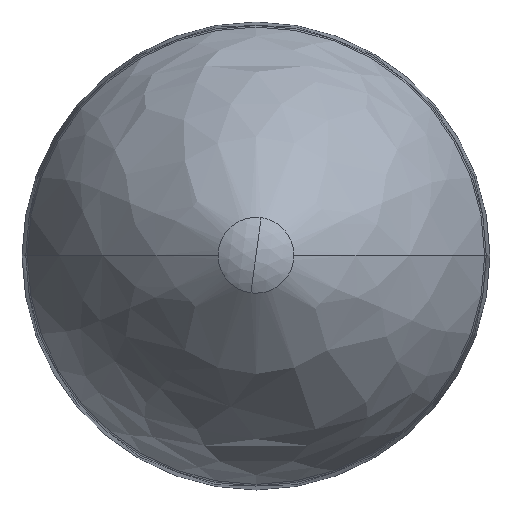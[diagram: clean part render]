
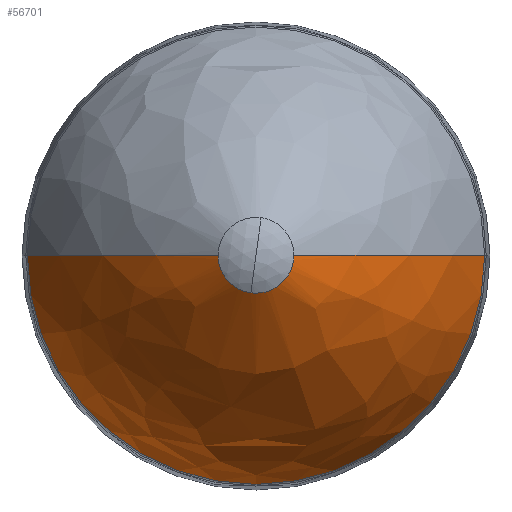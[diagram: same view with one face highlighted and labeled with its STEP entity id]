
A CAD part, top view. The second image highlights one B-rep face of the part: STEP entity #56701.
In plain terms, the highlighted free-form (B-spline) face has degree [3, 3] with [4, 4] control points.
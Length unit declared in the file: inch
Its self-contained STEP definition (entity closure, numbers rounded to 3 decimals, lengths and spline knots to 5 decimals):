
#148 = CARTESIAN_POINT ( 'NONE',  ( 0.8625, 0., 2.28753 ) ) ;
#487 = DIRECTION ( 'NONE',  ( 1., 0., 0. ) ) ;
#4173 = CARTESIAN_POINT ( 'NONE',  ( 0.13079, -0.27681, 2.6943 ) ) ;
#6612 = EDGE_LOOP ( 'NONE', ( #85539, #90798, #78463, #91129, #57276 ) ) ;
#6907 = CARTESIAN_POINT ( 'NONE',  ( -0.8625, -1.725, 2.28753 ) ) ;
#8009 = CARTESIAN_POINT ( 'NONE',  ( 0.2566, 0., 2.6943 ) ) ;
#8467 = CARTESIAN_POINT ( 'NONE',  ( -0.2566, -0.13463, 2.6943 ) ) ;
#8576 = VERTEX_POINT ( 'NONE', #38169 ) ;
#8914 = DIRECTION ( 'NONE',  ( 0., 1., 0. ) ) ;
#11161 = DIRECTION ( 'NONE',  ( -1., 0., 0. ) ) ;
#13022 = CARTESIAN_POINT ( 'NONE',  ( -0.2566, 0., 2.6943 ) ) ;
#14775 = CARTESIAN_POINT ( 'NONE',  ( -1.54822, -3.09643, 1.02055 ) ) ;
#18038 = CARTESIAN_POINT ( 'NONE',  ( -0.16807, -0.23605, 2.6943 ) ) ;
#19544 = CARTESIAN_POINT ( 'NONE',  ( -1.54822, 0., 1.02055 ) ) ;
#19650 = CIRCLE ( 'NONE', #100331, 3.33704 ) ;
#22136 = CARTESIAN_POINT ( 'NONE',  ( 0.2566, -0.167, 2.6943 ) ) ;
#22785 = EDGE_CURVE ( 'NONE', #8576, #72985, #32794, .T. ) ;
#24882 = CARTESIAN_POINT ( 'NONE',  ( 1.54822, 0., 1.02055 ) ) ;
#26063 = CARTESIAN_POINT ( 'NONE',  ( -0.03467, -0.25424, 2.6943 ) ) ;
#26393 = CARTESIAN_POINT ( 'NONE',  ( 1.60341, 0., -0.0763 ) ) ;
#27564 = CARTESIAN_POINT ( 'NONE',  ( -0.03467, -0.25424, 2.6943 ) ) ;
#29636 = EDGE_CURVE ( 'NONE', #51430, #36526, #80274, .T. ) ;
#32774 = CARTESIAN_POINT ( 'NONE',  ( -0.8625, 0., 2.28753 ) ) ;
#32794 =( BOUNDED_CURVE ( )  B_SPLINE_CURVE ( 3, ( #81151, #22136, #4173, #98581 ),
 .UNSPECIFIED., .F., .F. ) 
 B_SPLINE_CURVE_WITH_KNOTS ( ( 4, 4 ),
 ( 0., 1. ),
 .UNSPECIFIED. ) 
 CURVE ( )  GEOMETRIC_REPRESENTATION_ITEM ( )  RATIONAL_B_SPLINE_CURVE ( ( 1., 0.772, 0.772, 1. ) ) 
 REPRESENTATION_ITEM ( '' )  );
#33330 = CARTESIAN_POINT ( 'NONE',  ( 1.30835, 0., 1.70978 ) ) ;
#36526 = VERTEX_POINT ( 'NONE', #19544 ) ;
#38169 = CARTESIAN_POINT ( 'NONE',  ( 0.2566, 0., 2.6943 ) ) ;
#40887 = CARTESIAN_POINT ( 'NONE',  ( 1.54822, 0., 1.02055 ) ) ;
#41218 = CARTESIAN_POINT ( 'NONE',  ( -1.30835, -2.61669, 1.70978 ) ) ;
#50749 = FACE_OUTER_BOUND ( 'NONE', #6612, .T. ) ;
#51430 = VERTEX_POINT ( 'NONE', #13022 ) ;
#52169 = EDGE_CURVE ( 'NONE', #36526, #57628, #66708, .T. ) ;
#56435 =( BOUNDED_CURVE ( )  B_SPLINE_CURVE ( 3, ( #27564, #18038, #8467, #104557 ),
 .UNSPECIFIED., .F., .F. ) 
 B_SPLINE_CURVE_WITH_KNOTS ( ( 4, 4 ),
 ( 0., 1. ),
 .UNSPECIFIED. ) 
 CURVE ( )  GEOMETRIC_REPRESENTATION_ITEM ( )  RATIONAL_B_SPLINE_CURVE ( ( 1., 0.836, 0.836, 1. ) ) 
 REPRESENTATION_ITEM ( '' )  );
#56701 = ADVANCED_FACE ( 'NONE', ( #50749 ), #105998, .T. ) ;
#57276 = ORIENTED_EDGE ( 'NONE', *, *, #22785, .T. ) ;
#57628 = VERTEX_POINT ( 'NONE', #40887 ) ;
#58795 = AXIS2_PLACEMENT_3D ( 'NONE', #26393, #96041, #11161 ) ;
#66708 = CIRCLE ( 'NONE', #84655, 1.54822 ) ;
#67607 = CARTESIAN_POINT ( 'NONE',  ( 1.54822, -3.09643, 1.02055 ) ) ;
#68617 = EDGE_CURVE ( 'NONE', #72985, #51430, #56435, .T. ) ;
#72985 = VERTEX_POINT ( 'NONE', #26063 ) ;
#75468 = CARTESIAN_POINT ( 'NONE',  ( 1.30835, -2.61669, 1.70978 ) ) ;
#76573 = CARTESIAN_POINT ( 'NONE',  ( 0.8625, -1.725, 2.28753 ) ) ;
#77140 = CARTESIAN_POINT ( 'NONE',  ( -0.2566, 0., 2.6943 ) ) ;
#77627 = DIRECTION ( 'NONE',  ( 1., 0., 0. ) ) ;
#78463 = ORIENTED_EDGE ( 'NONE', *, *, #52169, .T. ) ;
#80274 = CIRCLE ( 'NONE', #58795, 3.33704 ) ;
#81151 = CARTESIAN_POINT ( 'NONE',  ( 0.2566, 0., 2.6943 ) ) ;
#83902 = CARTESIAN_POINT ( 'NONE',  ( 0.2566, -0.5132, 2.6943 ) ) ;
#84451 = CARTESIAN_POINT ( 'NONE',  ( -1.30835, 0., 1.70978 ) ) ;
#84655 = AXIS2_PLACEMENT_3D ( 'NONE', #104051, #105148, #77627 ) ;
#85007 = CARTESIAN_POINT ( 'NONE',  ( -0.2566, -0.5132, 2.6943 ) ) ;
#85099 = EDGE_CURVE ( 'NONE', #8576, #57628, #19650, .T. ) ;
#85539 = ORIENTED_EDGE ( 'NONE', *, *, #68617, .T. ) ;
#90798 = ORIENTED_EDGE ( 'NONE', *, *, #29636, .T. ) ;
#91129 = ORIENTED_EDGE ( 'NONE', *, *, #85099, .F. ) ;
#96041 = DIRECTION ( 'NONE',  ( 0., -1., 0. ) ) ;
#98581 = CARTESIAN_POINT ( 'NONE',  ( -0.03467, -0.25424, 2.6943 ) ) ;
#100331 = AXIS2_PLACEMENT_3D ( 'NONE', #111223, #8914, #487 ) ;
#104051 = CARTESIAN_POINT ( 'NONE',  ( 0., 0., 1.02055 ) ) ;
#104557 = CARTESIAN_POINT ( 'NONE',  ( -0.2566, 0., 2.6943 ) ) ;
#105148 = DIRECTION ( 'NONE',  ( 0., 0., 1. ) ) ;
#105998 =( BOUNDED_SURFACE ( )  B_SPLINE_SURFACE ( 3, 3, ( 
 ( #77140, #85007, #83902, #8009 ),
 ( #32774, #6907, #76573, #148 ),
 ( #84451, #41218, #75468, #33330 ),
 ( #109767, #14775, #67607, #24882 ) ),
 .UNSPECIFIED., .F., .F., .F. ) 
 B_SPLINE_SURFACE_WITH_KNOTS ( ( 4, 4 ),
 ( 4, 4 ),
 ( 0., 1. ),
 ( 0., 1. ),
 .UNSPECIFIED. ) 
 GEOMETRIC_REPRESENTATION_ITEM ( )  RATIONAL_B_SPLINE_SURFACE ( (
 ( 1., 0.333, 0.333, 1.),
 ( 0.966, 0.322, 0.322, 0.966),
 ( 0.966, 0.322, 0.322, 0.966),
 ( 1., 0.333, 0.333, 1.) ) ) 
 REPRESENTATION_ITEM ( '' )  SURFACE ( )  );
#109767 = CARTESIAN_POINT ( 'NONE',  ( -1.54822, 0., 1.02055 ) ) ;
#111223 = CARTESIAN_POINT ( 'NONE',  ( -1.60341, 0., -0.0763 ) ) ;
